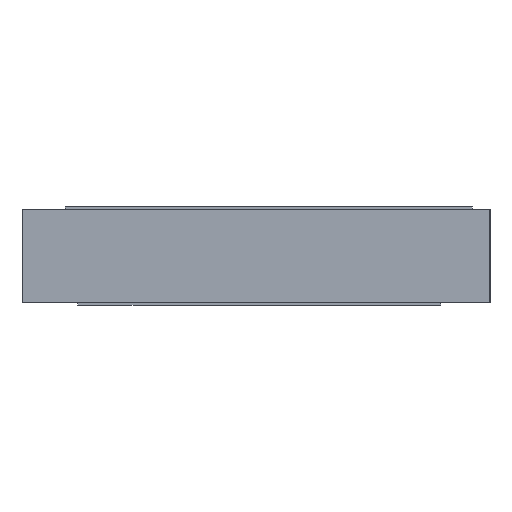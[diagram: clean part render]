
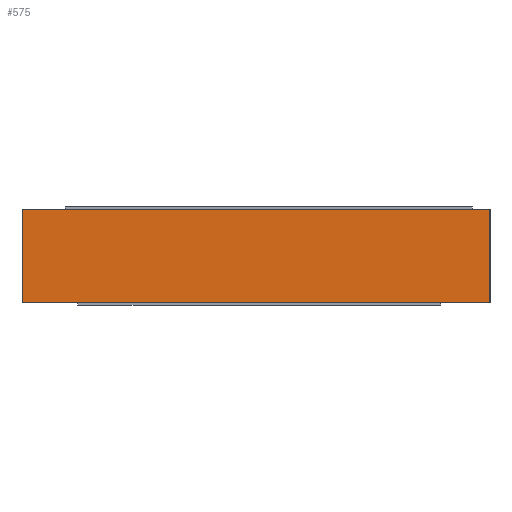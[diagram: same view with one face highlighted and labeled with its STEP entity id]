
A CAD part, left-side view. The second image highlights one B-rep face of the part: STEP entity #575.
In plain terms, the highlighted planar face has unit normal (-1, 0, 0).
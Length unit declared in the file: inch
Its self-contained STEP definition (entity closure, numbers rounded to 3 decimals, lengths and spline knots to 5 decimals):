
#7 = CARTESIAN_POINT ( 'NONE',  ( -3.93701, -0.59055, 0.3937 ) ) ;
#67 = EDGE_CURVE ( 'NONE', #496, #141, #107, .T. ) ;
#95 = VECTOR ( 'NONE', #198, 39.37008 ) ;
#107 = LINE ( 'NONE', #300, #95 ) ;
#131 = VECTOR ( 'NONE', #423, 39.37008 ) ;
#141 = VERTEX_POINT ( 'NONE', #445 ) ;
#151 = VERTEX_POINT ( 'NONE', #561 ) ;
#178 = EDGE_CURVE ( 'NONE', #483, #151, #470, .T. ) ;
#179 = DIRECTION ( 'NONE',  ( 0., -1., 0. ) ) ;
#198 = DIRECTION ( 'NONE',  ( 0., 0., -1. ) ) ;
#207 = LINE ( 'NONE', #358, #558 ) ;
#230 = CARTESIAN_POINT ( 'NONE',  ( -3.93701, 0.59055, 0.3937 ) ) ;
#235 = EDGE_CURVE ( 'NONE', #151, #141, #269, .T. ) ;
#249 = EDGE_CURVE ( 'NONE', #483, #496, #207, .T. ) ;
#261 = ORIENTED_EDGE ( 'NONE', *, *, #249, .F. ) ;
#269 = LINE ( 'NONE', #571, #313 ) ;
#271 = DIRECTION ( 'NONE',  ( 1., 0., 0. ) ) ;
#294 = CARTESIAN_POINT ( 'NONE',  ( -3.93701, 1.37795, 0.3937 ) ) ;
#300 = CARTESIAN_POINT ( 'NONE',  ( -3.93701, -0.59055, 0.3937 ) ) ;
#313 = VECTOR ( 'NONE', #179, 39.37008 ) ;
#330 = DIRECTION ( 'NONE',  ( 0., 0., -1. ) ) ;
#358 = CARTESIAN_POINT ( 'NONE',  ( -3.93701, 0.59055, 0.3937 ) ) ;
#360 = AXIS2_PLACEMENT_3D ( 'NONE', #230, #271, #330 ) ;
#400 = ORIENTED_EDGE ( 'NONE', *, *, #67, .F. ) ;
#409 = DIRECTION ( 'NONE',  ( 0., -1., 0. ) ) ;
#411 = EDGE_LOOP ( 'NONE', ( #515, #400, #261, #413 ) ) ;
#413 = ORIENTED_EDGE ( 'NONE', *, *, #178, .T. ) ;
#423 = DIRECTION ( 'NONE',  ( 0., 0., -1. ) ) ;
#445 = CARTESIAN_POINT ( 'NONE',  ( -3.93701, -0.59055, 0. ) ) ;
#447 = FACE_OUTER_BOUND ( 'NONE', #411, .T. ) ;
#464 = CARTESIAN_POINT ( 'NONE',  ( -3.93701, 1.37795, 0.3937 ) ) ;
#470 = LINE ( 'NONE', #294, #131 ) ;
#483 = VERTEX_POINT ( 'NONE', #464 ) ;
#496 = VERTEX_POINT ( 'NONE', #7 ) ;
#504 = PLANE ( 'NONE',  #360 ) ;
#515 = ORIENTED_EDGE ( 'NONE', *, *, #235, .T. ) ;
#558 = VECTOR ( 'NONE', #409, 39.37008 ) ;
#561 = CARTESIAN_POINT ( 'NONE',  ( -3.93701, 1.37795, 0. ) ) ;
#571 = CARTESIAN_POINT ( 'NONE',  ( -3.93701, 0.59055, 0. ) ) ;
#575 = ADVANCED_FACE ( 'NONE', ( #447 ), #504, .F. ) ;
